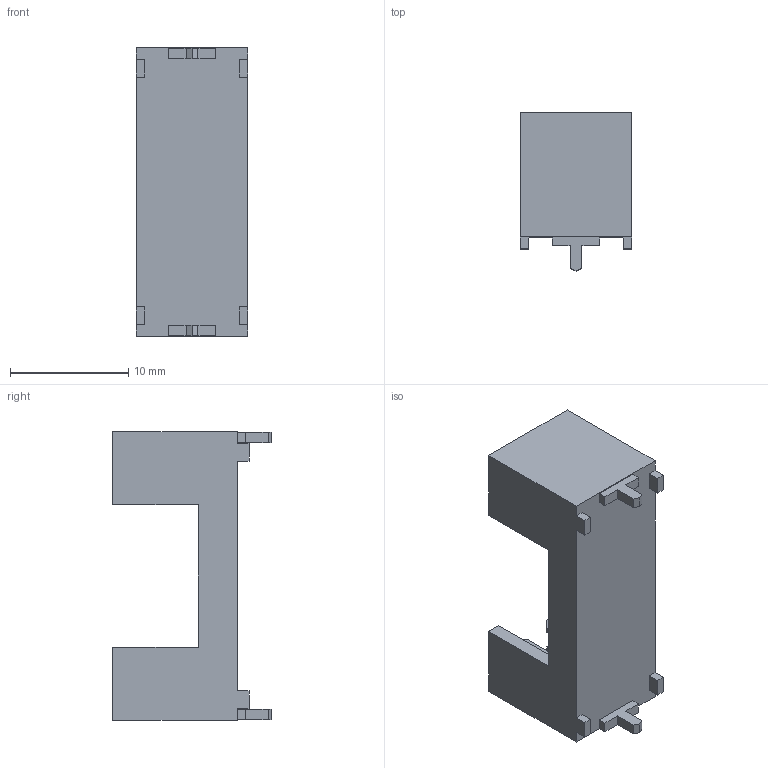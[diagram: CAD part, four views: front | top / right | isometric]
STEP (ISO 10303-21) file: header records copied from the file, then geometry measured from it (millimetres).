
FILE_DESCRIPTION (( 'STEP AP214' ), '1' );
FILE_NAME ('C79EC62E-9D02-413B-BB84-8CB160D206D4.STEP', '2008-06-01T14:17:35', ( 'sysAdmin' ), ( 'SolidWorks' ), 'SwSTEP 2.0', 'SolidWorks 2008', '' );
FILE_SCHEMA (( 'AUTOMOTIVE_DESIGN' ));
Length unit declared in the file: millimetre
Products named in the file (1): C79EC62E-9D02-413B-BB84-8CB160D206D4
Bounding box: 9.4 x 13.37 x 24.4 mm (x, y, z)
Volume: 846 mm3; surface area: 1734.8 mm2
Topology: 1 solids, 1 shells, 136 faces, 408 edges, 272 vertices
Faces by surface type: plane 136
Entity records: 5799 total; most frequent: CARTESIAN_POINT 817, ORIENTED_EDGE 816, DIRECTION 682, VECTOR 408, LINE 408, EDGE_CURVE 408, VERTEX_POINT 272, EDGE_LOOP 138
